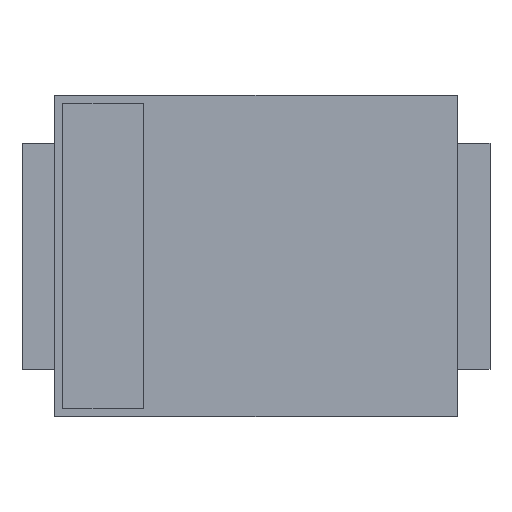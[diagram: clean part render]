
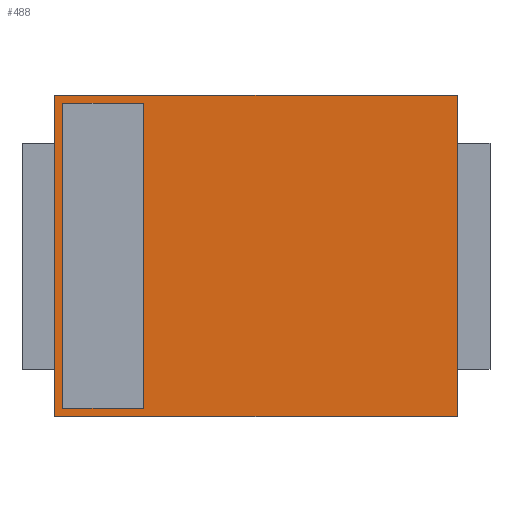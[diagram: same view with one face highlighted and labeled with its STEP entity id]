
A CAD part, top view. The second image highlights one B-rep face of the part: STEP entity #488.
In plain terms, the highlighted planar face has unit normal (0, 0, 1).
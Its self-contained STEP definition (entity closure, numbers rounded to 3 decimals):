
#488=ADVANCED_FACE('',(#494),#489,.T.);
#489=PLANE('',#490);
#490=AXIS2_PLACEMENT_3D('',#491,#492,#493);
#491=CARTESIAN_POINT('',(-0.972,-0.775,1.194));
#492=DIRECTION('',(0.0,0.0,1.0));
#493=DIRECTION('',(0.,1.,0.));
#494=FACE_OUTER_BOUND('',#495,.T.);
#495=EDGE_LOOP('',(#496,#506,#516,#526));
#499=CARTESIAN_POINT('',(0.972,-0.775,1.194));
#498=VERTEX_POINT('',#499);
#501=CARTESIAN_POINT('',(-0.972,-0.775,1.194));
#500=VERTEX_POINT('',#501);
#497=EDGE_CURVE('',#498,#500,#502,.T.);
#502=LINE('',#499,#504);
#504=VECTOR('',#505,1.943);
#505=DIRECTION('',(-1.0,0.0,0.0));
#496=ORIENTED_EDGE('',*,*,#497,.F.);
#509=CARTESIAN_POINT('',(0.972,0.775,1.194));
#508=VERTEX_POINT('',#509);
#507=EDGE_CURVE('',#508,#498,#512,.T.);
#512=LINE('',#509,#514);
#514=VECTOR('',#515,1.549);
#515=DIRECTION('',(0.0,-1.0,0.0));
#506=ORIENTED_EDGE('',*,*,#507,.F.);
#519=CARTESIAN_POINT('',(-0.972,0.775,1.194));
#518=VERTEX_POINT('',#519);
#517=EDGE_CURVE('',#518,#508,#522,.T.);
#522=LINE('',#519,#524);
#524=VECTOR('',#525,1.943);
#525=DIRECTION('',(1.0,0.0,0.0));
#516=ORIENTED_EDGE('',*,*,#517,.F.);
#527=EDGE_CURVE('',#500,#518,#532,.T.);
#532=LINE('',#501,#534);
#534=VECTOR('',#535,1.549);
#535=DIRECTION('',(0.0,1.0,0.0));
#526=ORIENTED_EDGE('',*,*,#527,.F.);
